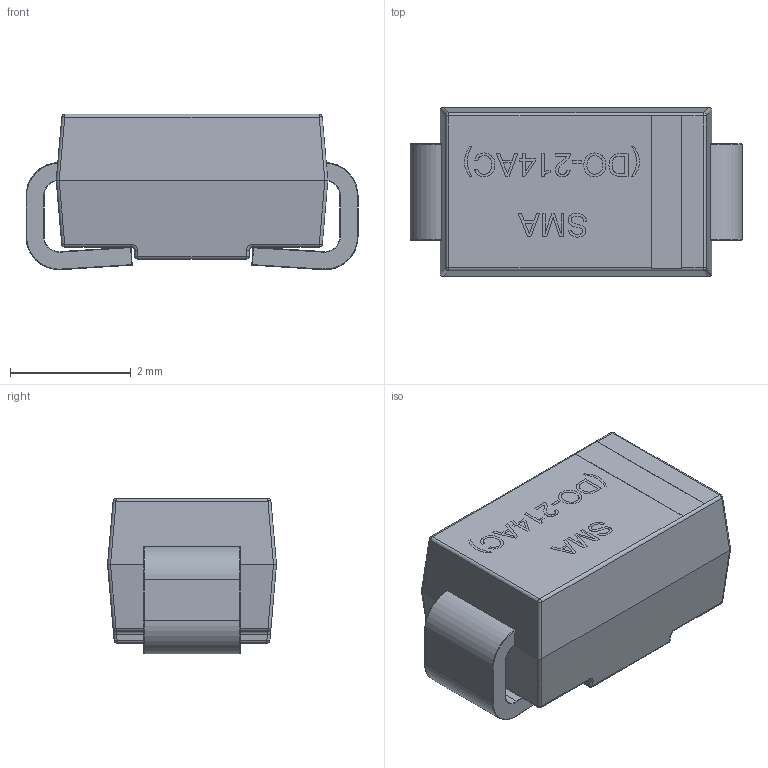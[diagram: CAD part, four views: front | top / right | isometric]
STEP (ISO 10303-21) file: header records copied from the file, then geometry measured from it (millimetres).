
FILE_DESCRIPTION(('FreeCAD Model'),'2;1');
FILE_NAME( 'DO-214AC_SMA.step', '2015-12-18T14:51:48',('Author'),(''), 'Open CASCADE STEP processor 6.8','FreeCAD','Unknown');
FILE_SCHEMA(('AUTOMOTIVE_DESIGN_CC2 { 1 2 10303 214 -1 1 5 4 }'));
Length unit declared in the file: millimetre
Products named in the file (2): ASSEMBLY; User_Library-DIOM5528X26
Assembly tree (1 placements, depth 2):
  ASSEMBLY
    User_Library-DIOM5528X26
Bounding box: 5.5 x 2.8 x 2.57 mm (x, y, z)
Volume: 30.1 mm3; surface area: 78.1 mm2
Topology: 1 solids, 1 shells, 152 faces, 465 edges, 323 vertices
Faces by surface type: cylinder 64, plane 50, bspline 38
Entity records: 22647 total; most frequent: CARTESIAN_POINT 14454, B_SPLINE_CURVE_WITH_KNOTS 986, ORIENTED_EDGE 910, PCURVE 910, DEFINITIONAL_REPRESENTATION 910, DIRECTION 680, EDGE_CURVE 455, SURFACE_CURVE 455
